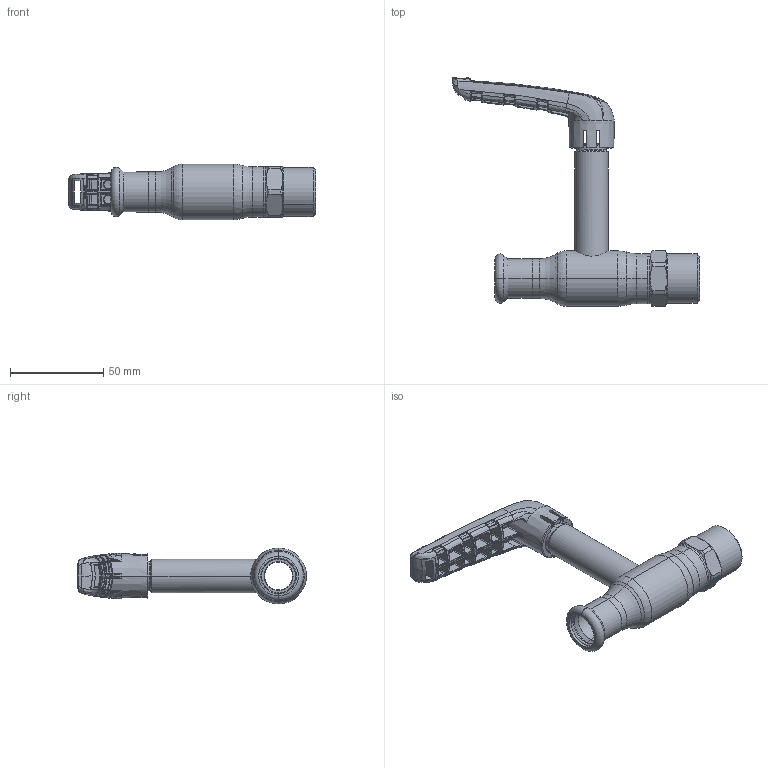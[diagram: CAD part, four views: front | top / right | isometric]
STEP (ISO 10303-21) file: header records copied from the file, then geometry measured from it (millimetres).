
FILE_DESCRIPTION (( 'STEP AP214' ), '1' );
FILE_NAME ('1015001211-xxxx.step', '2019-05-07T12:44:00', ( '' ), ( '' ), 'SwSTEP 2.0', 'SolidWorks 2017', '' );
FILE_SCHEMA (( 'AUTOMOTIVE_DESIGN' ));
Length unit declared in the file: millimetre
Products named in the file (1): 1015001211-xxxx
Bounding box: 132.78 x 123.08 x 30 mm (x, y, z)
Surface area: 26452.2 mm2 (no closed solid volume)
Topology: 0 solids, 9 shells, 774 faces, 2437 edges, 1548 vertices
Faces by surface type: bspline 607, plane 62, cylinder 40, torus 35, cone 29, sphere 1
Entity records: 66683 total; most frequent: CARTESIAN_POINT 42550, ORIENTED_EDGE 4026, EDGE_CURVE 2408, B_SPLINE_CURVE_WITH_KNOTS 1679, DIRECTION 1613, VERTEX_POINT 1546, EDGE_LOOP 798, UNCERTAINTY_MEASURE_WITH_UNIT 776
